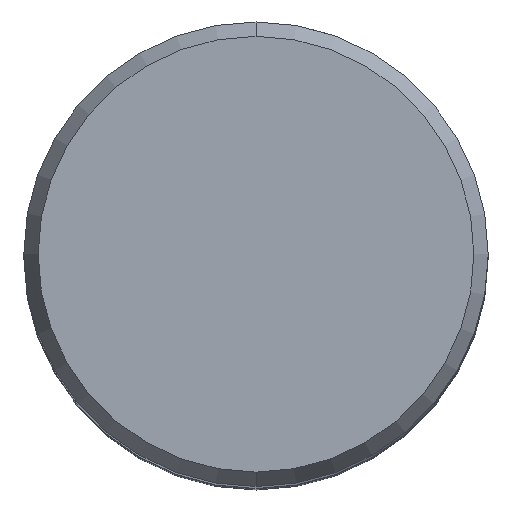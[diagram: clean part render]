
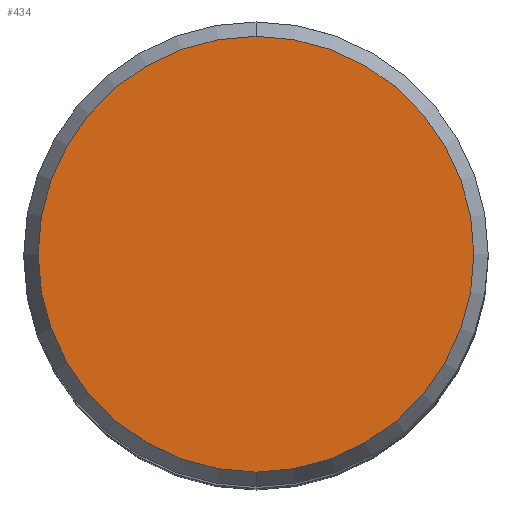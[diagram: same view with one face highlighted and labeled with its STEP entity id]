
A CAD part, top view. The second image highlights one B-rep face of the part: STEP entity #434.
In plain terms, the highlighted planar face has unit normal (0, 0, 1).
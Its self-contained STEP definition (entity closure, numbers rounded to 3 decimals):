
#214=EDGE_CURVE('',#442,#490,#546,.T.);
#340=EDGE_CURVE('',#490,#442,#686,.T.);
#434=ADVANCED_FACE('',(#789),#790,.T.);
#442=VERTEX_POINT('',#800);
#490=VERTEX_POINT('',#854);
#546=CIRCLE('',#920,10.425);
#686=CIRCLE('',#1253,10.425);
#789=FACE_OUTER_BOUND('',#1483,.T.);
#790=PLANE('',#1484);
#800=CARTESIAN_POINT('',(0.0,10.425,0.));
#854=CARTESIAN_POINT('',(0.,-10.425,0.));
#920=AXIS2_PLACEMENT_3D('',#1726,#1727,#1728);
#1253=AXIS2_PLACEMENT_3D('',#1895,#1896,#1897);
#1483=EDGE_LOOP('',(#2003,#2004));
#1484=AXIS2_PLACEMENT_3D('',#2005,#2006,#2007);
#1726=CARTESIAN_POINT('',(0.0,0.0,0.));
#1727=DIRECTION('',(0.0,0.0,-1.0));
#1728=DIRECTION('',(0.0,1.0,0.0));
#1895=CARTESIAN_POINT('',(0.0,0.0,0.));
#1896=DIRECTION('',(0.0,0.0,-1.0));
#1897=DIRECTION('',(0.0,1.0,0.0));
#2003=ORIENTED_EDGE('',*,*,#214,.F.);
#2004=ORIENTED_EDGE('',*,*,#340,.F.);
#2005=CARTESIAN_POINT('',(0.0,5.212,0.));
#2006=DIRECTION('',(-0.0,0.0,1.0));
#2007=DIRECTION('',(0.0,-1.0,0.0));
